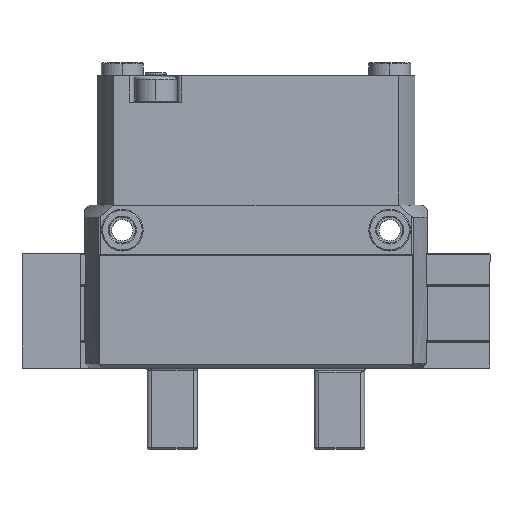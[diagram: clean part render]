
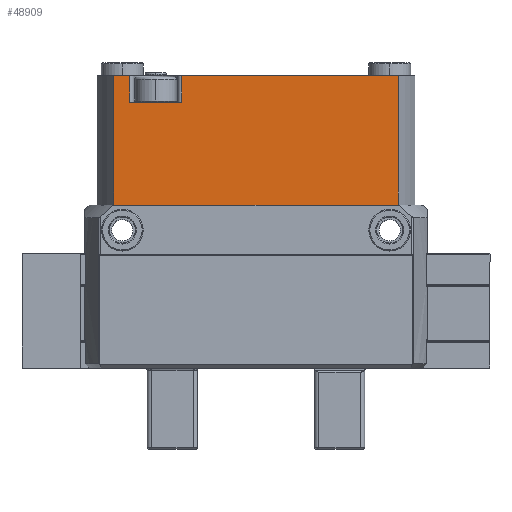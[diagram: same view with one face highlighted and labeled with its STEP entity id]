
A CAD part, top view. The second image highlights one B-rep face of the part: STEP entity #48909.
In plain terms, the highlighted planar face has unit normal (0, 0, 1).
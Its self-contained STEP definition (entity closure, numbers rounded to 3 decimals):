
#503 = DIRECTION ( 'NONE',  ( 1., 0., 0. ) ) ;
#1293 = DIRECTION ( 'NONE',  ( -1., 0., 0. ) ) ;
#1515 = ORIENTED_EDGE ( 'NONE', *, *, #31097, .T. ) ;
#4607 = VECTOR ( 'NONE', #20924, 1000. ) ;
#6041 = CARTESIAN_POINT ( 'NONE',  ( -30.25, 0., 20.95 ) ) ;
#6637 = VECTOR ( 'NONE', #8526, 1000. ) ;
#7350 = VERTEX_POINT ( 'NONE', #48447 ) ;
#7588 = VECTOR ( 'NONE', #1293, 1000. ) ;
#8526 = DIRECTION ( 'NONE',  ( 0., -1., 0. ) ) ;
#9487 = CARTESIAN_POINT ( 'NONE',  ( -17.75, 0., 20.95 ) ) ;
#9638 = DIRECTION ( 'NONE',  ( 0., -1., 0. ) ) ;
#10334 = EDGE_CURVE ( 'NONE', #55852, #58918, #44858, .T. ) ;
#11337 = ORIENTED_EDGE ( 'NONE', *, *, #24104, .T. ) ;
#12170 = VERTEX_POINT ( 'NONE', #38206 ) ;
#12333 = ORIENTED_EDGE ( 'NONE', *, *, #48506, .T. ) ;
#13073 = LINE ( 'NONE', #51843, #38501 ) ;
#16406 = AXIS2_PLACEMENT_3D ( 'NONE', #17086, #50473, #21920 ) ;
#17086 = CARTESIAN_POINT ( 'NONE',  ( -34.075, -31., 20.95 ) ) ;
#17405 = LINE ( 'NONE', #25462, #4607 ) ;
#18071 = LINE ( 'NONE', #47881, #53199 ) ;
#20070 = VERTEX_POINT ( 'NONE', #6041 ) ;
#20563 = CARTESIAN_POINT ( 'NONE',  ( -34.075, -31., 20.95 ) ) ;
#20924 = DIRECTION ( 'NONE',  ( 1., 0., 0. ) ) ;
#21920 = DIRECTION ( 'NONE',  ( 1., 0., 0. ) ) ;
#22312 = LINE ( 'NONE', #20563, #60441 ) ;
#22900 = EDGE_CURVE ( 'NONE', #50353, #7350, #18071, .T. ) ;
#23264 = DIRECTION ( 'NONE',  ( 0., 1., 0. ) ) ;
#23698 = ORIENTED_EDGE ( 'NONE', *, *, #27473, .F. ) ;
#24104 = EDGE_CURVE ( 'NONE', #12170, #7350, #22312, .T. ) ;
#25462 = CARTESIAN_POINT ( 'NONE',  ( 0., 0., 20.95 ) ) ;
#27473 = EDGE_CURVE ( 'NONE', #55852, #50353, #17405, .T. ) ;
#27535 = CARTESIAN_POINT ( 'NONE',  ( -17.75, -6.4, 20.95 ) ) ;
#29804 = ORIENTED_EDGE ( 'NONE', *, *, #57123, .T. ) ;
#30012 = CARTESIAN_POINT ( 'NONE',  ( -34.075, -6.4, 20.95 ) ) ;
#31097 = EDGE_CURVE ( 'NONE', #58918, #60683, #34547, .T. ) ;
#31122 = CARTESIAN_POINT ( 'NONE',  ( -34.075, -31., 20.95 ) ) ;
#33103 = LINE ( 'NONE', #31122, #58587 ) ;
#34547 = LINE ( 'NONE', #30012, #7588 ) ;
#34596 = VERTEX_POINT ( 'NONE', #61939 ) ;
#35940 = DIRECTION ( 'NONE',  ( 0., -1., 0. ) ) ;
#37711 = CARTESIAN_POINT ( 'NONE',  ( 34.075, 0., 20.95 ) ) ;
#38206 = CARTESIAN_POINT ( 'NONE',  ( -34.075, -31., 20.95 ) ) ;
#38501 = VECTOR ( 'NONE', #23264, 1000. ) ;
#38760 = ORIENTED_EDGE ( 'NONE', *, *, #57630, .F. ) ;
#38911 = DIRECTION ( 'NONE',  ( 1., 0., 0. ) ) ;
#39797 = FACE_OUTER_BOUND ( 'NONE', #51021, .T. ) ;
#39920 = CARTESIAN_POINT ( 'NONE',  ( -30.25, -6.4, 20.95 ) ) ;
#44681 = ORIENTED_EDGE ( 'NONE', *, *, #10334, .T. ) ;
#44858 = LINE ( 'NONE', #56211, #6637 ) ;
#46628 = LINE ( 'NONE', #61425, #59379 ) ;
#47881 = CARTESIAN_POINT ( 'NONE',  ( 34.075, -31., 20.95 ) ) ;
#48447 = CARTESIAN_POINT ( 'NONE',  ( 34.075, -31., 20.95 ) ) ;
#48506 = EDGE_CURVE ( 'NONE', #34596, #12170, #33103, .T. ) ;
#48909 = ADVANCED_FACE ( 'NONE', ( #39797 ), #55095, .T. ) ;
#50353 = VERTEX_POINT ( 'NONE', #37711 ) ;
#50473 = DIRECTION ( 'NONE',  ( 0., 0., 1. ) ) ;
#51021 = EDGE_LOOP ( 'NONE', ( #11337, #56952, #23698, #44681, #1515, #29804, #38760, #12333 ) ) ;
#51843 = CARTESIAN_POINT ( 'NONE',  ( -30.25, -31., 20.95 ) ) ;
#53199 = VECTOR ( 'NONE', #9638, 1000. ) ;
#55095 = PLANE ( 'NONE',  #16406 ) ;
#55852 = VERTEX_POINT ( 'NONE', #9487 ) ;
#56211 = CARTESIAN_POINT ( 'NONE',  ( -17.75, -31., 20.95 ) ) ;
#56952 = ORIENTED_EDGE ( 'NONE', *, *, #22900, .F. ) ;
#57123 = EDGE_CURVE ( 'NONE', #60683, #20070, #13073, .T. ) ;
#57630 = EDGE_CURVE ( 'NONE', #34596, #20070, #46628, .T. ) ;
#58587 = VECTOR ( 'NONE', #35940, 1000. ) ;
#58918 = VERTEX_POINT ( 'NONE', #27535 ) ;
#59379 = VECTOR ( 'NONE', #503, 1000. ) ;
#60441 = VECTOR ( 'NONE', #38911, 1000. ) ;
#60683 = VERTEX_POINT ( 'NONE', #39920 ) ;
#61425 = CARTESIAN_POINT ( 'NONE',  ( 0., 0., 20.95 ) ) ;
#61939 = CARTESIAN_POINT ( 'NONE',  ( -34.075, 0., 20.95 ) ) ;
